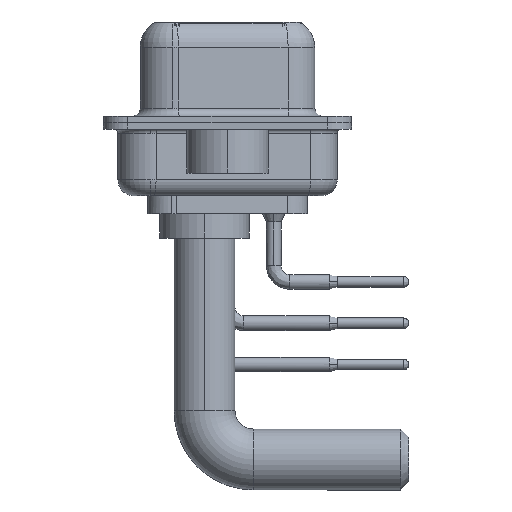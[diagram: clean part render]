
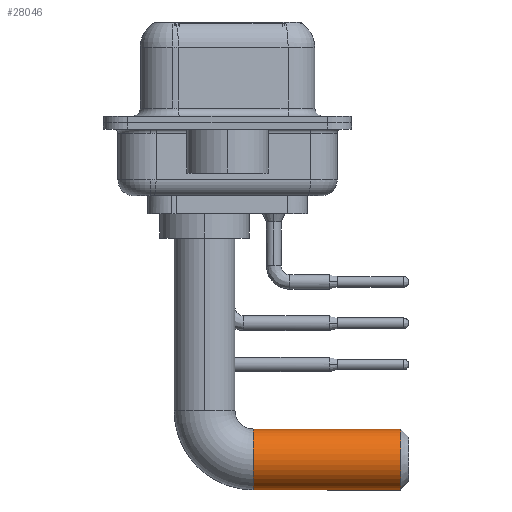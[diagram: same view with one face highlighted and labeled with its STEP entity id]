
A CAD part, left-side view. The second image highlights one B-rep face of the part: STEP entity #28046.
In plain terms, the highlighted cylindrical face has radius 1.875 mm (diameter 3.75 mm), a partial arc.
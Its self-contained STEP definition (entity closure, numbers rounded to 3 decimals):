
#1280 = CARTESIAN_POINT ( 'NONE',  ( 0., -3., -15.505 ) ) ;
#2228 = LINE ( 'NONE', #9195, #28898 ) ;
#3174 = DIRECTION ( 'NONE',  ( -1., 0., 0. ) ) ;
#4970 = CIRCLE ( 'NONE', #21057, 1.875 ) ;
#5999 = CYLINDRICAL_SURFACE ( 'NONE', #21960, 1.875 ) ;
#7620 = DIRECTION ( 'NONE',  ( 0., -1., 0. ) ) ;
#7999 = CARTESIAN_POINT ( 'NONE',  ( 0., -3., -11.755 ) ) ;
#8767 = CARTESIAN_POINT ( 'NONE',  ( 0., -12.07, -11.755 ) ) ;
#9195 = CARTESIAN_POINT ( 'NONE',  ( 0., -3., -15.505 ) ) ;
#10477 = DIRECTION ( 'NONE',  ( 0., -1., 0. ) ) ;
#10554 = ORIENTED_EDGE ( 'NONE', *, *, #15625, .T. ) ;
#10628 = LINE ( 'NONE', #19366, #25140 ) ;
#10646 = DIRECTION ( 'NONE',  ( 0., 1., 0. ) ) ;
#12430 = VERTEX_POINT ( 'NONE', #1280 ) ;
#12865 = CARTESIAN_POINT ( 'NONE',  ( 0., -12.07, -13.63 ) ) ;
#12974 = DIRECTION ( 'NONE',  ( 0., 0., -1. ) ) ;
#14934 = EDGE_CURVE ( 'NONE', #23988, #12430, #4970, .T. ) ;
#15625 = EDGE_CURVE ( 'NONE', #22657, #20063, #25330, .T. ) ;
#16972 = CARTESIAN_POINT ( 'NONE',  ( 0., -3., -13.63 ) ) ;
#17115 = DIRECTION ( 'NONE',  ( 0., -1., 0. ) ) ;
#17259 = FACE_OUTER_BOUND ( 'NONE', #22683, .T. ) ;
#17884 = ORIENTED_EDGE ( 'NONE', *, *, #24574, .F. ) ;
#18235 = AXIS2_PLACEMENT_3D ( 'NONE', #12865, #10646, #19676 ) ;
#19366 = CARTESIAN_POINT ( 'NONE',  ( 0., -3., -11.755 ) ) ;
#19676 = DIRECTION ( 'NONE',  ( 0., 0., -1. ) ) ;
#20063 = VERTEX_POINT ( 'NONE', #8767 ) ;
#21057 = AXIS2_PLACEMENT_3D ( 'NONE', #27919, #7620, #3174 ) ;
#21960 = AXIS2_PLACEMENT_3D ( 'NONE', #16972, #17115, #12974 ) ;
#22657 = VERTEX_POINT ( 'NONE', #23400 ) ;
#22683 = EDGE_LOOP ( 'NONE', ( #17884, #25727, #25260, #10554 ) ) ;
#23400 = CARTESIAN_POINT ( 'NONE',  ( 0., -12.07, -15.505 ) ) ;
#23834 = EDGE_CURVE ( 'NONE', #12430, #22657, #2228, .T. ) ;
#23988 = VERTEX_POINT ( 'NONE', #7999 ) ;
#24574 = EDGE_CURVE ( 'NONE', #23988, #20063, #10628, .T. ) ;
#25140 = VECTOR ( 'NONE', #10477, 1000. ) ;
#25260 = ORIENTED_EDGE ( 'NONE', *, *, #23834, .T. ) ;
#25330 = CIRCLE ( 'NONE', #18235, 1.875 ) ;
#25727 = ORIENTED_EDGE ( 'NONE', *, *, #14934, .T. ) ;
#27267 = DIRECTION ( 'NONE',  ( 0., -1., 0. ) ) ;
#27919 = CARTESIAN_POINT ( 'NONE',  ( 0., -3., -13.63 ) ) ;
#28046 = ADVANCED_FACE ( 'NONE', ( #17259 ), #5999, .T. ) ;
#28898 = VECTOR ( 'NONE', #27267, 1000. ) ;
